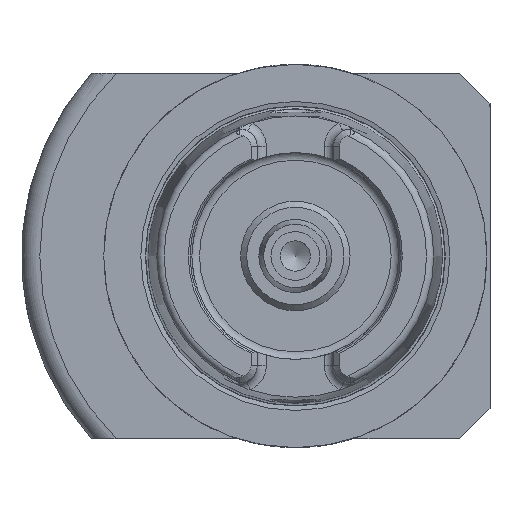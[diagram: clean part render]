
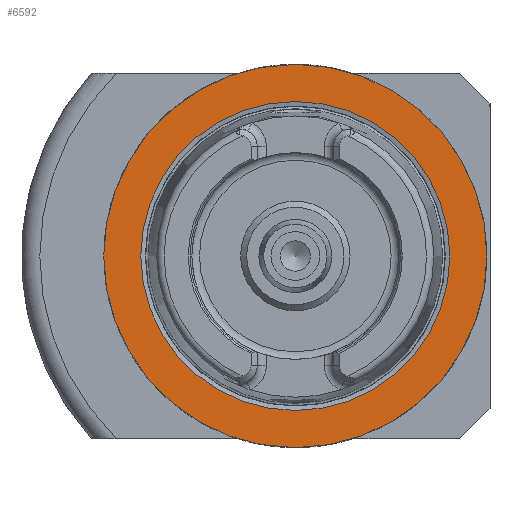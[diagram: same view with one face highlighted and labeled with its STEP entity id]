
A CAD part, left-side view. The second image highlights one B-rep face of the part: STEP entity #6592.
In plain terms, the highlighted planar face has unit normal (-1, 0, 0).
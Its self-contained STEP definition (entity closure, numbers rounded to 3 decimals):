
#3975=CARTESIAN_POINT('',(0.0,31.5,0.0));
#3976=VERTEX_POINT('',#3975);
#3977=CARTESIAN_POINT('',(0.0,0.0,0.0));
#3978=DIRECTION('',(1.0,0.0,0.0));
#3979=DIRECTION('',(0.0,1.0,0.0));
#3980=AXIS2_PLACEMENT_3D('',#3977,#3978,#3979);
#3981=CIRCLE('',#3980,31.5);
#3982=EDGE_CURVE('',#3976,#3976,#3981,.T.);
#6566=CARTESIAN_POINT('',(0.0,25.4,0.0));
#6567=VERTEX_POINT('',#6566);
#6568=CARTESIAN_POINT('',(0.0,0.0,0.0));
#6569=DIRECTION('',(1.0,0.0,0.0));
#6570=DIRECTION('',(0.0,1.0,0.0));
#6571=AXIS2_PLACEMENT_3D('',#6568,#6569,#6570);
#6572=CIRCLE('',#6571,25.4);
#6573=EDGE_CURVE('',#6567,#6567,#6572,.T.);
#6581=CARTESIAN_POINT('',(0.0,28.45,0.0));
#6582=DIRECTION('',(-1.0,0.0,0.0));
#6583=DIRECTION('',(0.0,0.0,1.0));
#6584=AXIS2_PLACEMENT_3D('',#6581,#6582,#6583);
#6585=PLANE('',#6584);
#6586=ORIENTED_EDGE('',*,*,#3982,.F.);
#6587=EDGE_LOOP('',(#6586));
#6588=FACE_OUTER_BOUND('',#6587,.T.);
#6589=ORIENTED_EDGE('',*,*,#6573,.T.);
#6590=EDGE_LOOP('',(#6589));
#6591=FACE_BOUND('',#6590,.T.);
#6592=ADVANCED_FACE('',(#6588,#6591),#6585,.T.);
